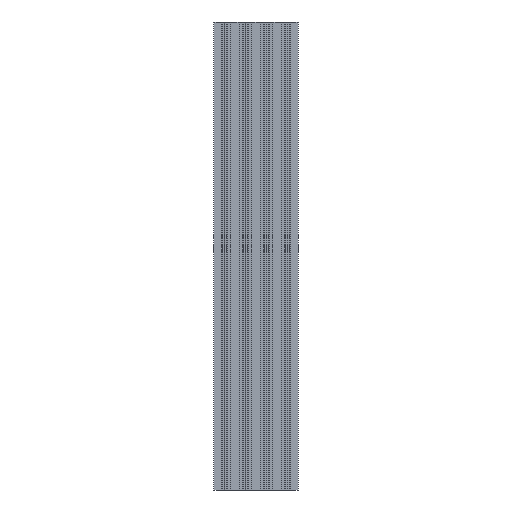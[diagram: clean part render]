
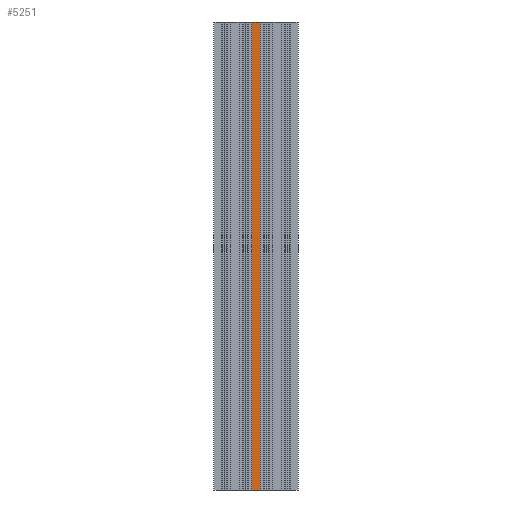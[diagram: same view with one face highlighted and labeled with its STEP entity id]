
A CAD part, left-side view. The second image highlights one B-rep face of the part: STEP entity #5251.
In plain terms, the highlighted planar face has unit normal (-1, 0, 0).
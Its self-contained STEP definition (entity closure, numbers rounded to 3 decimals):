
#1588=DIRECTION('',(0.,1.,0.));
#1589=VECTOR('',#1588,17.5);
#1590=CARTESIAN_POINT('',(-10.75,-8.75,0.));
#1591=LINE('',#1590,#1589);
#1595=DIRECTION('',(0.,0.,1.));
#1596=VECTOR('',#1595,1000.);
#1597=CARTESIAN_POINT('',(-10.75,-8.75,0.));
#1598=LINE('',#1597,#1596);
#1602=DIRECTION('',(0.,0.,1.));
#1603=VECTOR('',#1602,1000.);
#1604=CARTESIAN_POINT('',(-10.75,8.75,0.));
#1605=LINE('',#1604,#1603);
#1749=DIRECTION('',(0.,1.,0.));
#1750=VECTOR('',#1749,17.5);
#1751=CARTESIAN_POINT('',(-10.75,-8.75,1000.));
#1752=LINE('',#1751,#1750);
#4742=CARTESIAN_POINT('',(-10.75,-8.75,0.));
#4744=VERTEX_POINT('',#4742);
#4745=CARTESIAN_POINT('',(-10.75,8.75,0.));
#4746=VERTEX_POINT('',#4745);
#4790=CARTESIAN_POINT('',(-10.75,-8.75,1000.));
#4792=VERTEX_POINT('',#4790);
#4793=CARTESIAN_POINT('',(-10.75,8.75,1000.));
#4794=VERTEX_POINT('',#4793);
#5238=CARTESIAN_POINT('',(-10.75,-8.75,0.));
#5239=DIRECTION('',(1.,0.,0.));
#5240=DIRECTION('',(0.,1.,0.));
#5241=AXIS2_PLACEMENT_3D('',#5238,#5239,#5240);
#5242=PLANE('',#5241);
#5243=ORIENTED_EDGE('',*,*,#5218,.T.);
#5245=ORIENTED_EDGE('',*,*,#5244,.T.);
#5247=ORIENTED_EDGE('',*,*,#5246,.F.);
#5248=ORIENTED_EDGE('',*,*,#5229,.F.);
#5249=EDGE_LOOP('',(#5243,#5245,#5247,#5248));
#5250=FACE_OUTER_BOUND('',#5249,.F.);
#5218=EDGE_CURVE('',#4744,#4746,#1591,.T.);
#5229=EDGE_CURVE('',#4744,#4792,#1598,.T.);
#5244=EDGE_CURVE('',#4746,#4794,#1605,.T.);
#5246=EDGE_CURVE('',#4792,#4794,#1752,.T.);
#5251=ADVANCED_FACE('',(#5250),#5242,.F.);
